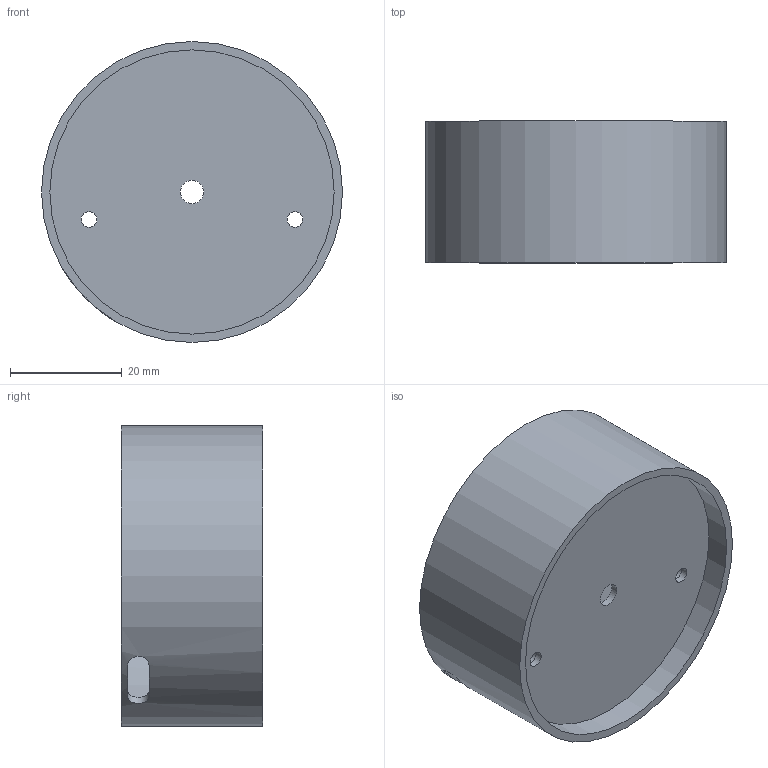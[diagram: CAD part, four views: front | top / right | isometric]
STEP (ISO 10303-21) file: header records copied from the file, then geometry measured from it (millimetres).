
FILE_DESCRIPTION(('FreeCAD Model'),'2;1');
FILE_NAME('Open CASCADE Shape Model','2023-09-27T22:37:27',(''),(''), 'Open CASCADE STEP processor 7.6','FreeCAD','Unknown');
FILE_SCHEMA(('AUTOMOTIVE_DESIGN { 1 0 10303 214 1 1 1 1 }'));
Length unit declared in the file: millimetre
Products named in the file (1): Face Body
Bounding box: 53.98 x 25.4 x 53.98 mm (x, y, z)
Volume: 9404.1 mm3; surface area: 13428.8 mm2
Topology: 1 solids, 1 shells, 28 faces, 66 edges, 44 vertices
Faces by surface type: cylinder 16, plane 12
Full cylindrical faces by diameter (mm): 2.8 x4, 4.191 x1, 4.572 x2, 51 x2, 53.975 x1
Entity records: 2041 total; most frequent: CARTESIAN_POINT 667, DIRECTION 261, ORIENTED_EDGE 132, PCURVE 132, DEFINITIONAL_REPRESENTATION 132, LINE 106, VECTOR 106, AXIS2_PLACEMENT_3D 67
